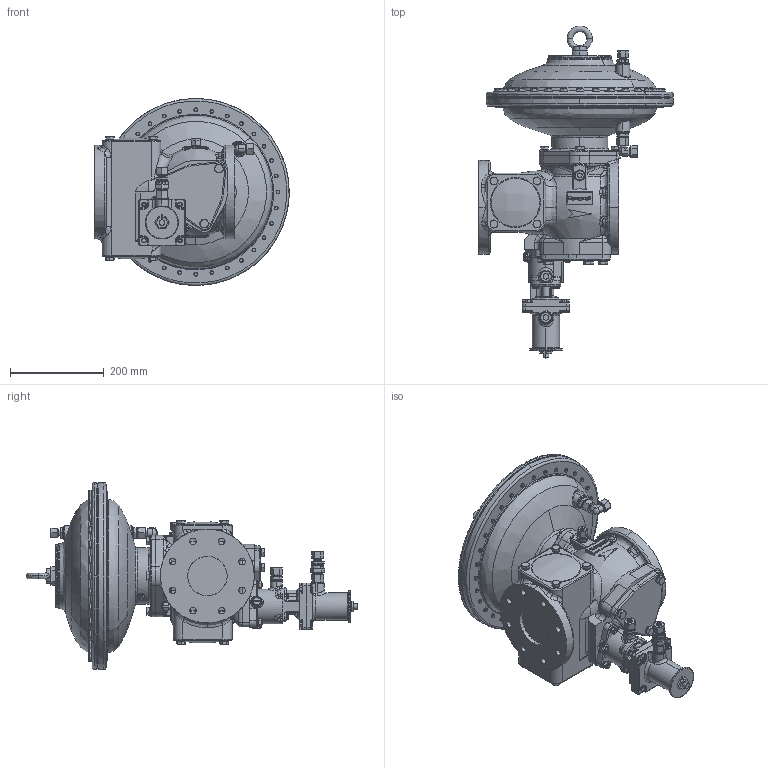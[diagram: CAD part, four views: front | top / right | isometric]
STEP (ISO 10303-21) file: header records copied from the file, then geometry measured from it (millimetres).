
FILE_DESCRIPTION (( 'STEP AP214' ), '1' );
FILE_NAME ('MB_3D_HON372__80_RE2_K1a-K2a_3.STEP', '2017-03-15T13:56:26', ( '' ), ( '' ), 'SwSTEP 2.0', 'SolidWorks 2015', '' );
FILE_SCHEMA (( 'AUTOMOTIVE_DESIGN' ));
Length unit declared in the file: millimetre
Products named in the file (1): MB_3D_HON372__80_RE2_K1a-K2a_3
Bounding box: 414 x 707.06 x 398 mm (x, y, z)
Volume: 22692702.6 mm3; surface area: 898942.3 mm2
Topology: 1 solids, 1 shells, 3670 faces, 9141 edges, 5645 vertices
Faces by surface type: plane 1491, cylinder 791, cone 768, bspline 620
Entity records: 162157 total; most frequent: CARTESIAN_POINT 81288, ORIENTED_EDGE 18140, DIRECTION 14194, EDGE_CURVE 9070, VERTEX_POINT 5642, AXIS2_PLACEMENT_3D 5379, EDGE_LOOP 3938, ADVANCED_FACE 3670
